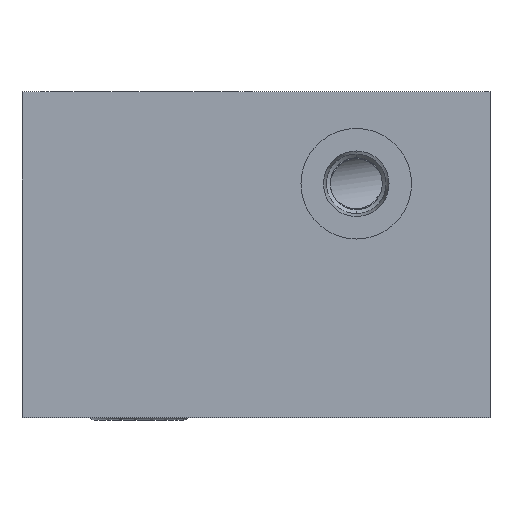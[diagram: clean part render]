
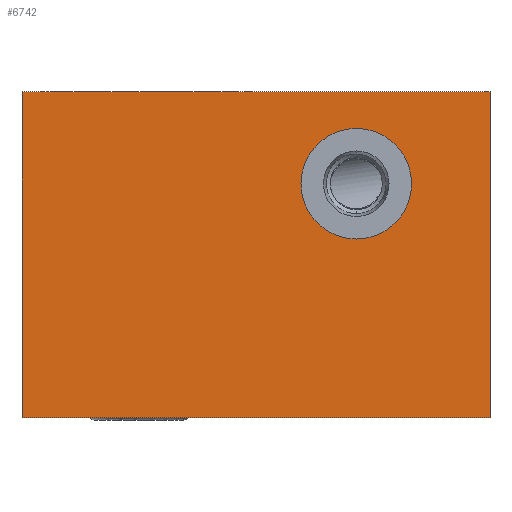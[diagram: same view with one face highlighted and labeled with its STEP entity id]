
A CAD part, front view. The second image highlights one B-rep face of the part: STEP entity #6742.
In plain terms, the highlighted planar face has unit normal (0, -1, 0).
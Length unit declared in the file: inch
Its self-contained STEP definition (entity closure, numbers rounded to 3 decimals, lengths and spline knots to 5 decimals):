
#5=DIRECTION('',(1.,0.,0.));
#6=VECTOR('',#5,3.5);
#7=CARTESIAN_POINT('',(0.,-3.,0.));
#8=LINE('',#7,#6);
#125=DIRECTION('',(0.,0.,1.));
#126=VECTOR('',#125,2.438);
#127=CARTESIAN_POINT('',(3.5,-3.,0.));
#128=LINE('',#127,#126);
#1525=DIRECTION('',(1.,0.,0.));
#1526=VECTOR('',#1525,3.5);
#1527=CARTESIAN_POINT('',(0.,-3.,2.438));
#1528=LINE('',#1527,#1526);
#3362=DIRECTION('',(0.,0.,1.));
#3363=VECTOR('',#3362,2.438);
#3364=CARTESIAN_POINT('',(0.,-3.,0.));
#3365=LINE('',#3364,#3363);
#3366=CARTESIAN_POINT('',(2.5,-3.,1.75));
#3367=DIRECTION('',(0.,1.,0.));
#3368=DIRECTION('',(0.,0.,-1.));
#3369=AXIS2_PLACEMENT_3D('',#3366,#3367,#3368);
#3371=CARTESIAN_POINT('',(2.5,-3.,1.75));
#3372=DIRECTION('',(0.,1.,0.));
#3373=DIRECTION('',(0.,0.,1.));
#3374=AXIS2_PLACEMENT_3D('',#3371,#3372,#3373);
#3699=CARTESIAN_POINT('',(0.,-3.,0.));
#3701=VERTEX_POINT('',#3699);
#3702=CARTESIAN_POINT('',(3.5,-3.,0.));
#3703=VERTEX_POINT('',#3702);
#3707=CARTESIAN_POINT('',(0.,-3.,2.438));
#3709=VERTEX_POINT('',#3707);
#3710=CARTESIAN_POINT('',(3.5,-3.,2.438));
#3711=VERTEX_POINT('',#3710);
#3774=CARTESIAN_POINT('',(2.5,-3.,1.3365));
#3776=VERTEX_POINT('',#3774);
#3778=CARTESIAN_POINT('',(2.5,-3.,2.1635));
#3780=VERTEX_POINT('',#3778);
#6727=CARTESIAN_POINT('',(0.,-3.,0.));
#6728=DIRECTION('',(0.,-1.,0.));
#6729=DIRECTION('',(1.,0.,0.));
#6730=AXIS2_PLACEMENT_3D('',#6727,#6728,#6729);
#6731=PLANE('',#6730);
#6732=ORIENTED_EDGE('',*,*,#4183,.F.);
#6733=ORIENTED_EDGE('',*,*,#4238,.T.);
#6734=ORIENTED_EDGE('',*,*,#5297,.T.);
#6735=ORIENTED_EDGE('',*,*,#4284,.F.);
#6736=EDGE_LOOP('',(#6732,#6733,#6734,#6735));
#6737=FACE_OUTER_BOUND('',#6736,.F.);
#6738=ORIENTED_EDGE('',*,*,#6720,.F.);
#6739=ORIENTED_EDGE('',*,*,#6709,.F.);
#6740=EDGE_LOOP('',(#6738,#6739));
#6741=FACE_BOUND('',#6740,.F.);
#6742=ADVANCED_FACE('',(#6737,#6741),#6731,.T.);
#3370=CIRCLE('',#3369,0.4135);
#3375=CIRCLE('',#3374,0.4135);
#4183=EDGE_CURVE('',#3701,#3703,#8,.T.);
#4238=EDGE_CURVE('',#3701,#3709,#3365,.T.);
#4284=EDGE_CURVE('',#3703,#3711,#128,.T.);
#5297=EDGE_CURVE('',#3709,#3711,#1528,.T.);
#6709=EDGE_CURVE('',#3780,#3776,#3375,.T.);
#6720=EDGE_CURVE('',#3776,#3780,#3370,.T.);
